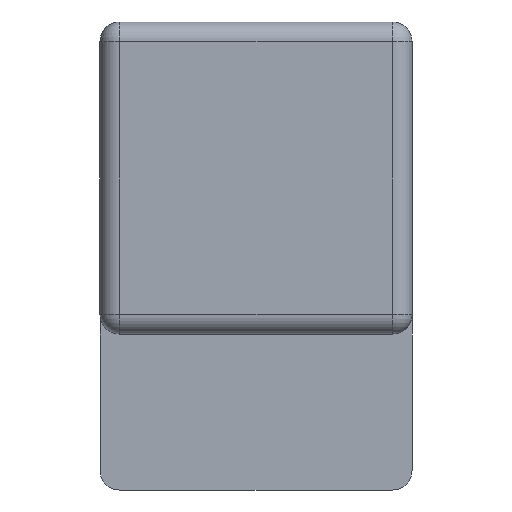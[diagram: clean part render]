
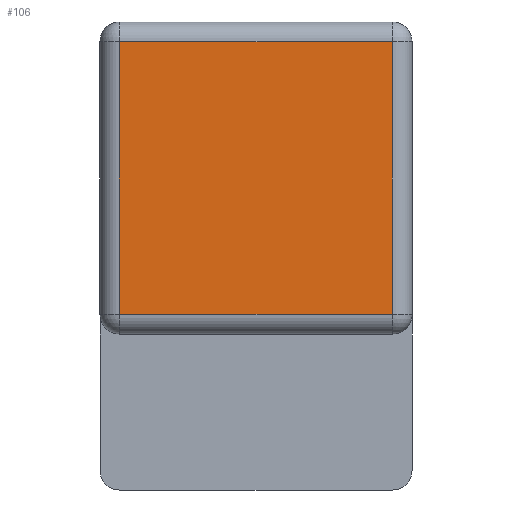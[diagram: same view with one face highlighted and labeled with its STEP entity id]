
A CAD part, left-side view. The second image highlights one B-rep face of the part: STEP entity #106.
In plain terms, the highlighted face is planar.
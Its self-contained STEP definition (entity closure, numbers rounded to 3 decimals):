
#106 = ADVANCED_FACE( '', ( #209 ), #210, .T. );
#209 = FACE_OUTER_BOUND( '', #309, .T. );
#210 = PLANE( '', #310 );
#309 = EDGE_LOOP( '', ( #522, #523, #524, #525 ) );
#310 = AXIS2_PLACEMENT_3D( '', #526, #527, #528 );
#522 = ORIENTED_EDGE( '', *, *, #611, .T. );
#523 = ORIENTED_EDGE( '', *, *, #641, .T. );
#524 = ORIENTED_EDGE( '', *, *, #649, .T. );
#525 = ORIENTED_EDGE( '', *, *, #586, .T. );
#526 = CARTESIAN_POINT( '', ( 0., -0.4, -0.4 ) );
#527 = DIRECTION( '', ( 1., 0., 0. ) );
#528 = DIRECTION( '', ( 0., 1., 0. ) );
#586 = EDGE_CURVE( '', #683, #688, #690, .T. );
#611 = EDGE_CURVE( '', #688, #726, #728, .T. );
#641 = EDGE_CURVE( '', #726, #736, #764, .T. );
#649 = EDGE_CURVE( '', #736, #683, #773, .T. );
#683 = VERTEX_POINT( '', #815 );
#688 = VERTEX_POINT( '', #821 );
#690 = LINE( '', #823, #824 );
#726 = VERTEX_POINT( '', #872 );
#728 = LINE( '', #874, #875 );
#736 = VERTEX_POINT( '', #884 );
#764 = LINE( '', #920, #921 );
#773 = LINE( '', #932, #933 );
#815 = CARTESIAN_POINT( '', ( 0., -0.35, 0.35 ) );
#821 = CARTESIAN_POINT( '', ( 0., -0.35, -0.35 ) );
#823 = CARTESIAN_POINT( '', ( 0., -0.35, -0.4 ) );
#824 = VECTOR( '', #967, 1000. );
#872 = CARTESIAN_POINT( '', ( 0., 0.35, -0.35 ) );
#874 = CARTESIAN_POINT( '', ( 0., -0.4, -0.35 ) );
#875 = VECTOR( '', #998, 1000. );
#884 = CARTESIAN_POINT( '', ( 0., 0.35, 0.35 ) );
#920 = CARTESIAN_POINT( '', ( 0., 0.35, -0.4 ) );
#921 = VECTOR( '', #1038, 1000. );
#932 = CARTESIAN_POINT( '', ( 0., -0.4, 0.35 ) );
#933 = VECTOR( '', #1044, 1000. );
#967 = DIRECTION( '', ( 0., 0., -1. ) );
#998 = DIRECTION( '', ( 0., 1., 0. ) );
#1038 = DIRECTION( '', ( 0., 0., 1. ) );
#1044 = DIRECTION( '', ( 0., -1., 0. ) );
